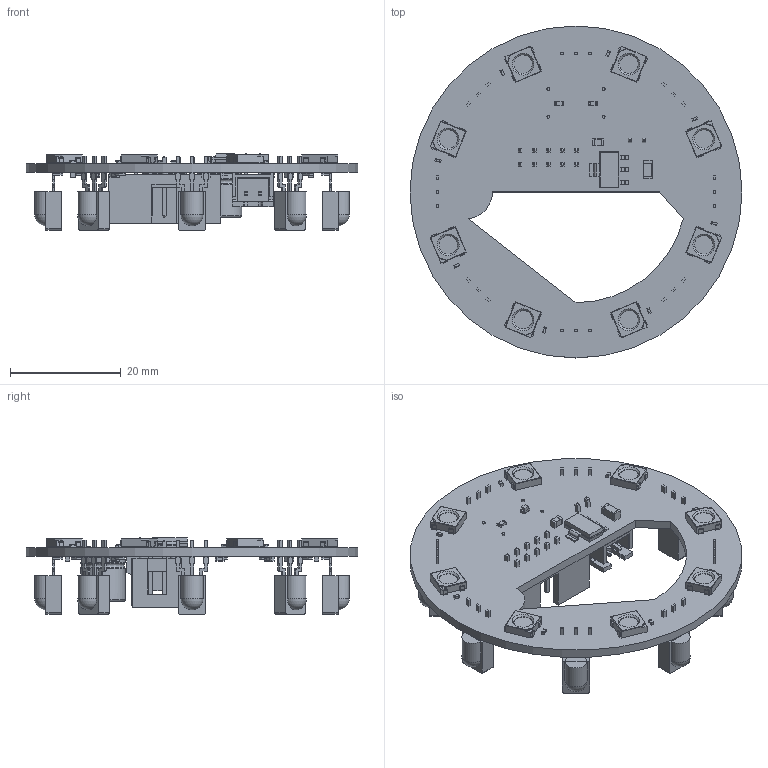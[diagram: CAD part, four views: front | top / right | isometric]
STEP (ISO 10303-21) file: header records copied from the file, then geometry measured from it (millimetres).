
FILE_DESCRIPTION(('KiCad electronic assembly'),'2;1');
FILE_NAME('Ball.step','2024-07-25T05:11:01',('Pcbnew'),('Kicad'), 'Open CASCADE STEP processor 7.7','KiCad to STEP converter','Unknown' );
FILE_SCHEMA(('AUTOMOTIVE_DESIGN { 1 0 10303 214 1 1 1 1 }'));
Length unit declared in the file: millimetre
Products named in the file (26): Ball 1; SOT-223; SOT_223; LED_WS2812B_PLCC4_5.0x5.0mm_P3.2mm; LED_WS2812B_PLCC4_50x50mm_P32mm; C_0402_1005Metric; C_0805_2012Metric; C_1206_3216Metric; R_0603_1608Metric; LED_0603_1608Metric; C_0603_1608Metric; Vishay_MINICAST-3Pin; Vishay_MINICAST-3pin; JST_XH_S2B-XH-A_1x02_P2.50mm_Horizontal; JST_S2B_XH_A; CP_Radial_D8.0mm_P5.00mm; CP_Radial_D80mm_P500mm; IDC-Header_2x05_P2.54mm_Vertical; IDC_Header_2x05_P254mm_Vertical; Ball_PCB
Assembly tree (62 placements, depth 3):
  Ball 1
    SOT-223
      SOT_223
    LED_WS2812B_PLCC4_5.0x5.0mm_P3.2mm  x8
      LED_WS2812B_PLCC4_50x50mm_P32mm
    C_0402_1005Metric  x8
      C_0402_1005Metric
    C_0805_2012Metric
      C_0805_2012Metric
    C_1206_3216Metric
      C_1206_3216Metric
    R_0603_1608Metric  x9
      R_0603_1608Metric
    LED_0603_1608Metric
      LED_0603_1608Metric
    C_0603_1608Metric  x8
      C_0603_1608Metric
    Vishay_MINICAST-3Pin  x8
      Vishay_MINICAST-3pin
    JST_XH_S2B-XH-A_1x02_P2.50mm_Horizontal
      JST_S2B_XH_A
    CP_Radial_D8.0mm_P5.00mm  x2
      CP_Radial_D80mm_P500mm
    IDC-Header_2x05_P2.54mm_Vertical
      IDC_Header_2x05_P254mm_Vertical
    Ball_PCB
Bounding box: 60 x 60 x 13.75 mm (x, y, z)
Volume: 6875.2 mm3; surface area: 10270.9 mm2
Topology: 50 solids, 52 shells, 2389 faces, 6462 edges, 4222 vertices
Faces by surface type: plane 1731, cylinder 594, bspline 32, revolution 12, cone 8, sphere 8, torus 4
Full cylindrical faces by diameter (mm): 0.5 x4, 1 x6, 3.333 x8, 60 x1
Entity records: 30741 total; most frequent: CARTESIAN_POINT 5196, ORIENTED_EDGE 4076, DIRECTION 3957, EDGE_CURVE 2038, LINE 1673, VECTOR 1673, VERTEX_POINT 1312, AXIS2_PLACEMENT_3D 1139
